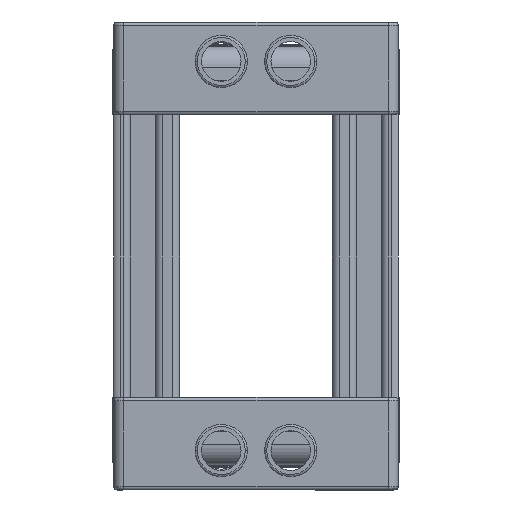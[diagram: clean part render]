
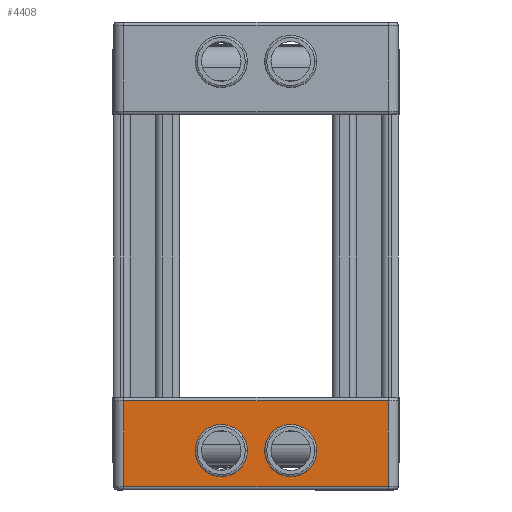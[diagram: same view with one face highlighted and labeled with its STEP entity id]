
A CAD part, left-side view. The second image highlights one B-rep face of the part: STEP entity #4408.
In plain terms, the highlighted planar face has unit normal (-1, 0, 0).
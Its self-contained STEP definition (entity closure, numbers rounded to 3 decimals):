
#111 = LINE ( 'NONE', #119892, #111484 ) ;
#356 = DIRECTION ( 'NONE',  ( 0., 0., 1. ) ) ;
#545 = CARTESIAN_POINT ( 'NONE',  ( -164.156, -5., 10.425 ) ) ;
#3899 = CARTESIAN_POINT ( 'NONE',  ( -164.156, 5., 6.675 ) ) ;
#4408 = ADVANCED_FACE ( 'NONE', ( #32162, #111458, #133388 ), #88887, .T. ) ;
#6782 = LINE ( 'NONE', #64559, #136704 ) ;
#7833 = CIRCLE ( 'NONE', #28969, 3.75 ) ;
#8642 = CARTESIAN_POINT ( 'NONE',  ( -164.156, -5., 2.925 ) ) ;
#13418 = DIRECTION ( 'NONE',  ( 0., 0., -1. ) ) ;
#13746 = VERTEX_POINT ( 'NONE', #133146 ) ;
#14424 = ORIENTED_EDGE ( 'NONE', *, *, #82632, .F. ) ;
#14641 = VECTOR ( 'NONE', #66194, 1000. ) ;
#15083 = CARTESIAN_POINT ( 'NONE',  ( -164.156, -19., 1.5 ) ) ;
#16833 = EDGE_CURVE ( 'NONE', #101923, #49196, #111, .T. ) ;
#18777 = ORIENTED_EDGE ( 'NONE', *, *, #78495, .F. ) ;
#19442 = EDGE_CURVE ( 'NONE', #101923, #114260, #43328, .T. ) ;
#20582 = VECTOR ( 'NONE', #46032, 1000. ) ;
#21495 = CARTESIAN_POINT ( 'NONE',  ( -164.156, 5., 6.675 ) ) ;
#23809 = DIRECTION ( 'NONE',  ( -1., 0., 0. ) ) ;
#27285 = DIRECTION ( 'NONE',  ( -1., 0., 0. ) ) ;
#28969 = AXIS2_PLACEMENT_3D ( 'NONE', #71133, #123037, #69743 ) ;
#31733 = AXIS2_PLACEMENT_3D ( 'NONE', #3899, #112811, #123689 ) ;
#32162 = FACE_OUTER_BOUND ( 'NONE', #54744, .T. ) ;
#32247 = EDGE_LOOP ( 'NONE', ( #128850, #14424 ) ) ;
#32323 = ORIENTED_EDGE ( 'NONE', *, *, #127756, .F. ) ;
#34806 = CARTESIAN_POINT ( 'NONE',  ( -164.156, 19., 1.5 ) ) ;
#34972 = ORIENTED_EDGE ( 'NONE', *, *, #16833, .T. ) ;
#36011 = DIRECTION ( 'NONE',  ( 0., 0., -1. ) ) ;
#36290 = ORIENTED_EDGE ( 'NONE', *, *, #19442, .F. ) ;
#43328 = LINE ( 'NONE', #130793, #14641 ) ;
#44732 = CARTESIAN_POINT ( 'NONE',  ( -164.156, 19., 13.85 ) ) ;
#44913 = DIRECTION ( 'NONE',  ( 0., 1., 0. ) ) ;
#46032 = DIRECTION ( 'NONE',  ( 0., 1., 0. ) ) ;
#48631 = VERTEX_POINT ( 'NONE', #545 ) ;
#49196 = VERTEX_POINT ( 'NONE', #44732 ) ;
#49458 = DIRECTION ( 'NONE',  ( 0., 0., -1. ) ) ;
#51690 = VERTEX_POINT ( 'NONE', #34806 ) ;
#54744 = EDGE_LOOP ( 'NONE', ( #34972, #134201, #18777, #36290 ) ) ;
#54913 = CARTESIAN_POINT ( 'NONE',  ( -164.156, 5., 2.925 ) ) ;
#64559 = CARTESIAN_POINT ( 'NONE',  ( -164.156, 19., 90.634 ) ) ;
#65887 = CARTESIAN_POINT ( 'NONE',  ( -164.156, -20.5, 1.5 ) ) ;
#66194 = DIRECTION ( 'NONE',  ( 0., 0., -1. ) ) ;
#69304 = CARTESIAN_POINT ( 'NONE',  ( -164.156, -5., 6.675 ) ) ;
#69743 = DIRECTION ( 'NONE',  ( 0., 0., -1. ) ) ;
#71032 = CIRCLE ( 'NONE', #111466, 3.75 ) ;
#71133 = CARTESIAN_POINT ( 'NONE',  ( -164.156, -5., 6.675 ) ) ;
#78495 = EDGE_CURVE ( 'NONE', #114260, #51690, #109989, .T. ) ;
#82632 = EDGE_CURVE ( 'NONE', #48631, #99649, #7833, .T. ) ;
#86859 = EDGE_CURVE ( 'NONE', #103215, #13746, #105211, .T. ) ;
#88887 = PLANE ( 'NONE',  #98129 ) ;
#90384 = CARTESIAN_POINT ( 'NONE',  ( -164.156, -19., 13.85 ) ) ;
#91717 = AXIS2_PLACEMENT_3D ( 'NONE', #21495, #107777, #36011 ) ;
#97390 = CIRCLE ( 'NONE', #31733, 3.75 ) ;
#98129 = AXIS2_PLACEMENT_3D ( 'NONE', #132725, #23809, #13418 ) ;
#99649 = VERTEX_POINT ( 'NONE', #8642 ) ;
#101923 = VERTEX_POINT ( 'NONE', #90384 ) ;
#103215 = VERTEX_POINT ( 'NONE', #54913 ) ;
#105211 = CIRCLE ( 'NONE', #91717, 3.75 ) ;
#105929 = ORIENTED_EDGE ( 'NONE', *, *, #86859, .F. ) ;
#107777 = DIRECTION ( 'NONE',  ( -1., 0., 0. ) ) ;
#109989 = LINE ( 'NONE', #65887, #20582 ) ;
#111001 = EDGE_CURVE ( 'NONE', #99649, #48631, #71032, .T. ) ;
#111458 = FACE_BOUND ( 'NONE', #32247, .T. ) ;
#111466 = AXIS2_PLACEMENT_3D ( 'NONE', #69304, #27285, #49458 ) ;
#111484 = VECTOR ( 'NONE', #44913, 1000. ) ;
#112811 = DIRECTION ( 'NONE',  ( -1., 0., 0. ) ) ;
#114260 = VERTEX_POINT ( 'NONE', #15083 ) ;
#119892 = CARTESIAN_POINT ( 'NONE',  ( -164.156, -20.5, 13.85 ) ) ;
#123037 = DIRECTION ( 'NONE',  ( -1., 0., 0. ) ) ;
#123689 = DIRECTION ( 'NONE',  ( 0., 0., -1. ) ) ;
#127756 = EDGE_CURVE ( 'NONE', #13746, #103215, #97390, .T. ) ;
#128850 = ORIENTED_EDGE ( 'NONE', *, *, #111001, .F. ) ;
#130669 = EDGE_CURVE ( 'NONE', #51690, #49196, #6782, .T. ) ;
#130793 = CARTESIAN_POINT ( 'NONE',  ( -164.156, -19., 90.634 ) ) ;
#132725 = CARTESIAN_POINT ( 'NONE',  ( -164.156, -20.5, 90.634 ) ) ;
#133146 = CARTESIAN_POINT ( 'NONE',  ( -164.156, 5., 10.425 ) ) ;
#133187 = EDGE_LOOP ( 'NONE', ( #105929, #32323 ) ) ;
#133388 = FACE_BOUND ( 'NONE', #133187, .T. ) ;
#134201 = ORIENTED_EDGE ( 'NONE', *, *, #130669, .F. ) ;
#136704 = VECTOR ( 'NONE', #356, 1000. ) ;
